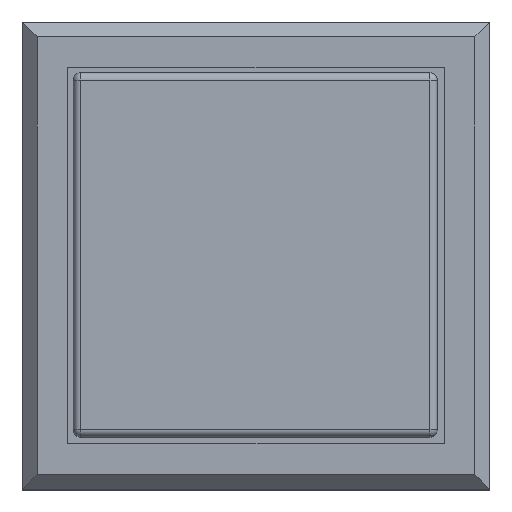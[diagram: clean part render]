
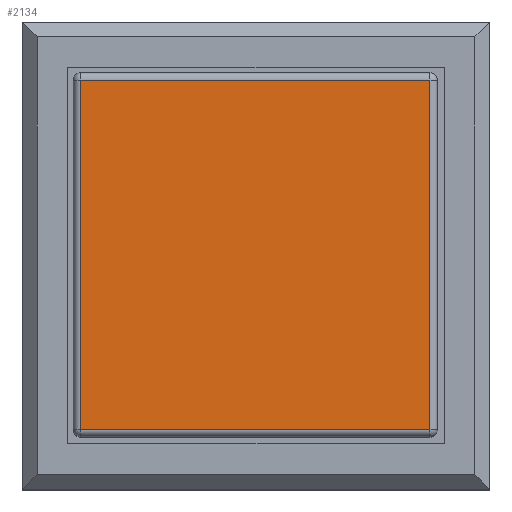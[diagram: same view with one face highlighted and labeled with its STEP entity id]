
A CAD part, top view. The second image highlights one B-rep face of the part: STEP entity #2134.
In plain terms, the highlighted planar face has unit normal (0, 0, 1).
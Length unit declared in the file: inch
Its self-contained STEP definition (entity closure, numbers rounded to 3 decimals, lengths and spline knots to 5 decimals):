
#99=FACE_OUTER_BOUND('',#226,.T.);
#226=EDGE_LOOP('',(#1440,#1441,#1442,#1443));
#380=LINE('',#3084,#650);
#381=LINE('',#3086,#651);
#382=LINE('',#3088,#652);
#383=LINE('',#3089,#653);
#650=VECTOR('',#2475,0.3937);
#651=VECTOR('',#2476,0.3937);
#652=VECTOR('',#2477,0.3937);
#653=VECTOR('',#2478,0.3937);
#916=VERTEX_POINT('',#3082);
#917=VERTEX_POINT('',#3083);
#918=VERTEX_POINT('',#3085);
#919=VERTEX_POINT('',#3087);
#1120=EDGE_CURVE('',#916,#917,#380,.T.);
#1121=EDGE_CURVE('',#918,#916,#381,.T.);
#1122=EDGE_CURVE('',#919,#918,#382,.T.);
#1123=EDGE_CURVE('',#917,#919,#383,.T.);
#1440=ORIENTED_EDGE('',*,*,#1120,.F.);
#1441=ORIENTED_EDGE('',*,*,#1121,.F.);
#1442=ORIENTED_EDGE('',*,*,#1122,.F.);
#1443=ORIENTED_EDGE('',*,*,#1123,.F.);
#2031=PLANE('',#2280);
#2134=ADVANCED_FACE('',(#99),#2031,.T.);
#2280=AXIS2_PLACEMENT_3D('',#3081,#2473,#2474);
#2473=DIRECTION('center_axis',(0.,0.,
1.));
#2474=DIRECTION('ref_axis',(0.,1.,0.));
#2475=DIRECTION('',(1.,0.,0.));
#2476=DIRECTION('',(0.,1.,0.));
#2477=DIRECTION('',(-1.,0.,0.));
#2478=DIRECTION('',(0.,-1.,0.));
#3081=CARTESIAN_POINT('Origin',(-0.00098,0.00098,
0.1063));
#3082=CARTESIAN_POINT('',(-0.22736,0.22736,0.1063));
#3083=CARTESIAN_POINT('',(0.22539,0.22736,0.1063));
#3084=CARTESIAN_POINT('',(-0.11909,0.22736,0.1063));
#3085=CARTESIAN_POINT('',(-0.22736,-0.22539,0.1063));
#3086=CARTESIAN_POINT('',(-0.22736,-0.11713,0.1063));
#3087=CARTESIAN_POINT('',(0.22539,-0.22539,0.1063));
#3088=CARTESIAN_POINT('',(0.11713,-0.22539,0.1063));
#3089=CARTESIAN_POINT('',(0.22539,0.11909,0.1063));
